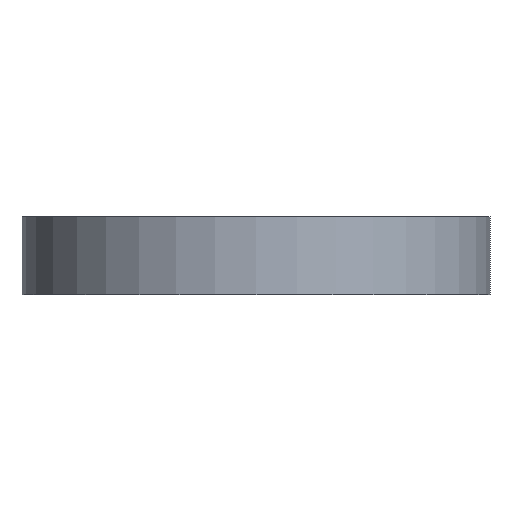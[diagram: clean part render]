
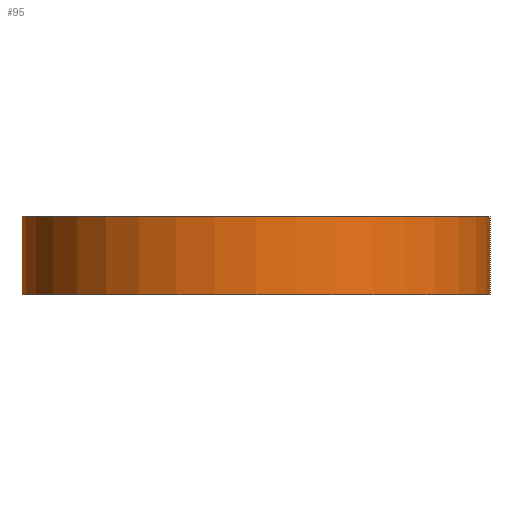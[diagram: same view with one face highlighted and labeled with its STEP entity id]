
A CAD part, front view. The second image highlights one B-rep face of the part: STEP entity #95.
In plain terms, the highlighted cylindrical face has radius 15 mm (diameter 30 mm), a partial arc.
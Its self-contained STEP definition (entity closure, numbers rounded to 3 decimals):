
#8 = EDGE_CURVE ( 'NONE', #187, #195, #109, .T. ) ;
#20 = CARTESIAN_POINT ( 'NONE',  ( 15., 0., 5. ) ) ;
#24 = CYLINDRICAL_SURFACE ( 'NONE', #87, 15. ) ;
#32 = ORIENTED_EDGE ( 'NONE', *, *, #51, .F. ) ;
#36 = DIRECTION ( 'NONE',  ( 0., 0., 1. ) ) ;
#39 = CARTESIAN_POINT ( 'NONE',  ( -15., 0., 0. ) ) ;
#43 = ORIENTED_EDGE ( 'NONE', *, *, #100, .F. ) ;
#51 = EDGE_CURVE ( 'NONE', #149, #195, #206, .T. ) ;
#54 = ORIENTED_EDGE ( 'NONE', *, *, #183, .T. ) ;
#65 = LINE ( 'NONE', #143, #67 ) ;
#67 = VECTOR ( 'NONE', #231, 1000. ) ;
#71 = CARTESIAN_POINT ( 'NONE',  ( 0., 0., 5. ) ) ;
#87 = AXIS2_PLACEMENT_3D ( 'NONE', #71, #154, #214 ) ;
#90 = ORIENTED_EDGE ( 'NONE', *, *, #8, .T. ) ;
#94 = CARTESIAN_POINT ( 'NONE',  ( 0., 0., 5. ) ) ;
#95 = ADVANCED_FACE ( 'NONE', ( #198 ), #24, .T. ) ;
#100 = EDGE_CURVE ( 'NONE', #128, #149, #202, .T. ) ;
#107 = CARTESIAN_POINT ( 'NONE',  ( 0., 0., 0. ) ) ;
#109 = CIRCLE ( 'NONE', #211, 15. ) ;
#115 = CARTESIAN_POINT ( 'NONE',  ( -15., 0., 5. ) ) ;
#122 = AXIS2_PLACEMENT_3D ( 'NONE', #94, #218, #151 ) ;
#128 = VERTEX_POINT ( 'NONE', #115 ) ;
#143 = CARTESIAN_POINT ( 'NONE',  ( -15., 0., 5. ) ) ;
#149 = VERTEX_POINT ( 'NONE', #20 ) ;
#151 = DIRECTION ( 'NONE',  ( 1., 0., 0. ) ) ;
#153 = VECTOR ( 'NONE', #175, 1000. ) ;
#154 = DIRECTION ( 'NONE',  ( 0., 0., -1. ) ) ;
#175 = DIRECTION ( 'NONE',  ( 0., 0., -1. ) ) ;
#183 = EDGE_CURVE ( 'NONE', #128, #187, #65, .T. ) ;
#187 = VERTEX_POINT ( 'NONE', #39 ) ;
#192 = CARTESIAN_POINT ( 'NONE',  ( 15., 0., 5. ) ) ;
#195 = VERTEX_POINT ( 'NONE', #229 ) ;
#198 = FACE_OUTER_BOUND ( 'NONE', #223, .T. ) ;
#202 = CIRCLE ( 'NONE', #122, 15. ) ;
#205 = DIRECTION ( 'NONE',  ( 1., 0., 0. ) ) ;
#206 = LINE ( 'NONE', #192, #153 ) ;
#211 = AXIS2_PLACEMENT_3D ( 'NONE', #107, #36, #205 ) ;
#214 = DIRECTION ( 'NONE',  ( -1., 0., 0. ) ) ;
#218 = DIRECTION ( 'NONE',  ( 0., 0., 1. ) ) ;
#223 = EDGE_LOOP ( 'NONE', ( #32, #43, #54, #90 ) ) ;
#229 = CARTESIAN_POINT ( 'NONE',  ( 15., 0., 0. ) ) ;
#231 = DIRECTION ( 'NONE',  ( 0., 0., -1. ) ) ;
